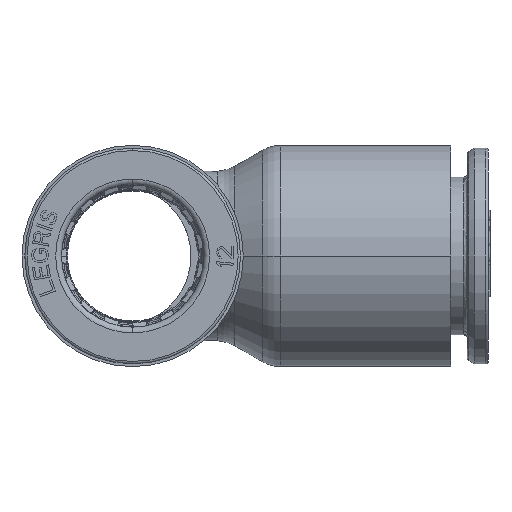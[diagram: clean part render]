
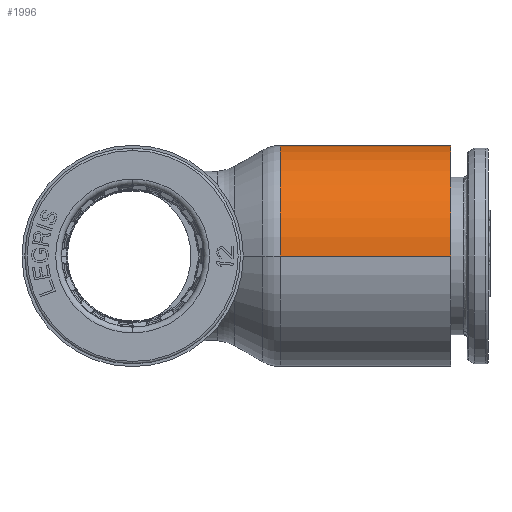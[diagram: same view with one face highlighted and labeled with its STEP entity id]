
A CAD part, left-side view. The second image highlights one B-rep face of the part: STEP entity #1996.
In plain terms, the highlighted cylindrical face has radius 9.49 mm (diameter 18.98 mm), a partial arc.
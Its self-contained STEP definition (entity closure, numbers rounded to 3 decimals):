
#1996=ADVANCED_FACE('',(#5584),#5585,.T.);
#5584=FACE_OUTER_BOUND('',#19903,.T.);
#5585=CYLINDRICAL_SURFACE('',#19904,9.49);
#19903=EDGE_LOOP('',(#32984,#32985,#32986,#32987));
#19904=AXIS2_PLACEMENT_3D('',#32988,#32989,#32990);
#32984=ORIENTED_EDGE('',*,*,#38608,.T.);
#32985=ORIENTED_EDGE('',*,*,#38609,.F.);
#32986=ORIENTED_EDGE('',*,*,#38610,.F.);
#32987=ORIENTED_EDGE('',*,*,#38611,.T.);
#32988=CARTESIAN_POINT('',(0.0,1.365,0.0));
#32989=DIRECTION('',(0.0,1.0,-0.0));
#32990=DIRECTION('',(-1.0,0.0,0.0));
#38608=EDGE_CURVE('',#45946,#45947,#45951,.T.);
#38609=EDGE_CURVE('',#45952,#45947,#45953,.T.);
#38610=EDGE_CURVE('',#45954,#45952,#45955,.T.);
#38611=EDGE_CURVE('',#45954,#45946,#45956,.T.);
#45946=VERTEX_POINT('',#63025);
#45947=VERTEX_POINT('',#63026);
#45951=CIRCLE('',#63030,9.49);
#45952=VERTEX_POINT('',#63031);
#45953=LINE('',#63032,#63033);
#45954=VERTEX_POINT('',#63034);
#45955=CIRCLE('',#63035,9.49);
#45956=LINE('',#63036,#63037);
#63025=CARTESIAN_POINT('',(9.49,-12.654,0.0));
#63026=CARTESIAN_POINT('',(-9.49,-12.654,0.0));
#63030=AXIS2_PLACEMENT_3D('',#69986,#69987,#69988);
#63031=CARTESIAN_POINT('',(-9.49,-27.3,0.0));
#63032=CARTESIAN_POINT('',(-9.49,-27.3,0.0));
#63033=VECTOR('',#69989,14.646);
#63034=CARTESIAN_POINT('',(9.49,-27.3,0.0));
#63035=AXIS2_PLACEMENT_3D('',#69990,#69991,#69992);
#63036=CARTESIAN_POINT('',(9.49,-27.3,0.0));
#63037=VECTOR('',#69993,14.646);
#69986=CARTESIAN_POINT('',(0.0,-12.654,0.0));
#69987=DIRECTION('',(0.0,-1.0,0.0));
#69988=DIRECTION('',(1.0,0.0,0.0));
#69989=DIRECTION('',(0.0,1.0,0.0));
#69990=CARTESIAN_POINT('',(0.0,-27.3,0.0));
#69991=DIRECTION('',(0.0,-1.0,0.0));
#69992=DIRECTION('',(1.0,0.0,0.0));
#69993=DIRECTION('',(0.0,1.0,0.0));
